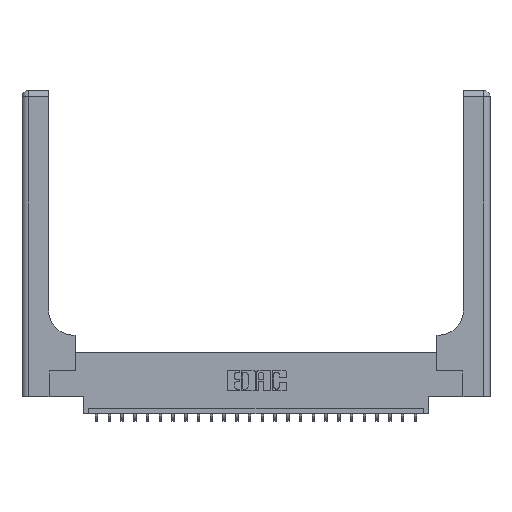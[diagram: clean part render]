
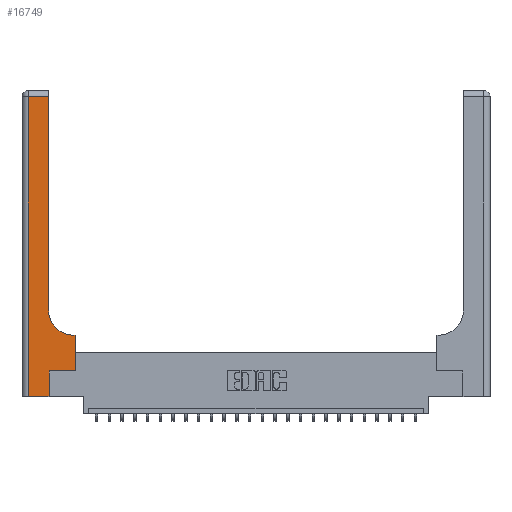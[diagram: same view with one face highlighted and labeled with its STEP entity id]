
A CAD part, top view. The second image highlights one B-rep face of the part: STEP entity #16749.
In plain terms, the highlighted planar face has unit normal (0, 0, 1).
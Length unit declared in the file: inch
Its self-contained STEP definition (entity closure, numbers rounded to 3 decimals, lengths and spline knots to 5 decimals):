
#175 = VERTEX_POINT ( 'NONE', #5764 ) ;
#504 = LINE ( 'NONE', #11046, #13449 ) ;
#886 = ORIENTED_EDGE ( 'NONE', *, *, #2965, .T. ) ;
#888 = VECTOR ( 'NONE', #23460, 39.37008 ) ;
#1361 = DIRECTION ( 'NONE',  ( 0., 0., -1. ) ) ;
#1434 = CARTESIAN_POINT ( 'NONE',  ( 0.528, 0.25, 0.37 ) ) ;
#1453 = LINE ( 'NONE', #12597, #888 ) ;
#1679 = VERTEX_POINT ( 'NONE', #8262 ) ;
#1773 = CARTESIAN_POINT ( 'NONE',  ( 0.06, 3., 0.37 ) ) ;
#1853 = DIRECTION ( 'NONE',  ( -1., 0., 0. ) ) ;
#2309 = ORIENTED_EDGE ( 'NONE', *, *, #4314, .T. ) ;
#2935 = EDGE_CURVE ( 'NONE', #12975, #4333, #14010, .T. ) ;
#2945 = CARTESIAN_POINT ( 'NONE',  ( 0., 0., 0.37 ) ) ;
#2965 = EDGE_CURVE ( 'NONE', #21910, #12975, #504, .T. ) ;
#2979 = ORIENTED_EDGE ( 'NONE', *, *, #12620, .T. ) ;
#3108 = ORIENTED_EDGE ( 'NONE', *, *, #10991, .T. ) ;
#3152 = CARTESIAN_POINT ( 'NONE',  ( 0., 3., 0.37 ) ) ;
#3422 = CARTESIAN_POINT ( 'NONE',  ( 0.265, 0.25, 0.37 ) ) ;
#4314 = EDGE_CURVE ( 'NONE', #175, #10933, #4745, .T. ) ;
#4333 = VERTEX_POINT ( 'NONE', #17769 ) ;
#4745 = LINE ( 'NONE', #4952, #19330 ) ;
#4789 = VERTEX_POINT ( 'NONE', #15696 ) ;
#4952 = CARTESIAN_POINT ( 'NONE',  ( 0.26, 0.6, 0.37 ) ) ;
#5248 = DIRECTION ( 'NONE',  ( 1., 0., 0. ) ) ;
#5422 = DIRECTION ( 'NONE',  ( 0., 1., 0. ) ) ;
#5764 = CARTESIAN_POINT ( 'NONE',  ( 0.528, 0.6, 0.37 ) ) ;
#6012 = VERTEX_POINT ( 'NONE', #1434 ) ;
#6658 = VECTOR ( 'NONE', #10604, 39.37008 ) ;
#6720 = DIRECTION ( 'NONE',  ( -1., 0., 0. ) ) ;
#6743 = EDGE_CURVE ( 'NONE', #9272, #6012, #22359, .T. ) ;
#7154 = ORIENTED_EDGE ( 'NONE', *, *, #6743, .T. ) ;
#7347 = AXIS2_PLACEMENT_3D ( 'NONE', #3152, #23276, #12409 ) ;
#8262 = CARTESIAN_POINT ( 'NONE',  ( 0.265, 0., 0.37 ) ) ;
#8357 = CIRCLE ( 'NONE', #13818, 0.25 ) ;
#8683 = PLANE ( 'NONE',  #7347 ) ;
#8720 = CARTESIAN_POINT ( 'NONE',  ( 0.26, 3., 0.37 ) ) ;
#8785 = LINE ( 'NONE', #2945, #22209 ) ;
#9272 = VERTEX_POINT ( 'NONE', #11064 ) ;
#9277 = VECTOR ( 'NONE', #5422, 39.37008 ) ;
#9743 = VECTOR ( 'NONE', #16453, 39.37008 ) ;
#10604 = DIRECTION ( 'NONE',  ( 0., 1., 0. ) ) ;
#10933 = VERTEX_POINT ( 'NONE', #19480 ) ;
#10991 = EDGE_CURVE ( 'NONE', #4789, #21910, #12168, .T. ) ;
#11046 = CARTESIAN_POINT ( 'NONE',  ( 0., 2.94, 0.37 ) ) ;
#11064 = CARTESIAN_POINT ( 'NONE',  ( 0.265, 0.25, 0.37 ) ) ;
#11102 = EDGE_CURVE ( 'NONE', #6012, #175, #14132, .T. ) ;
#11900 = CARTESIAN_POINT ( 'NONE',  ( 0.06, 2.94, 0.37 ) ) ;
#12130 = ORIENTED_EDGE ( 'NONE', *, *, #11102, .T. ) ;
#12168 = LINE ( 'NONE', #8720, #6658 ) ;
#12388 = CARTESIAN_POINT ( 'NONE',  ( 0.51, 0.85, 0.37 ) ) ;
#12409 = DIRECTION ( 'NONE',  ( -1., 0., 0. ) ) ;
#12597 = CARTESIAN_POINT ( 'NONE',  ( 0.265, 0., 0.37 ) ) ;
#12620 = EDGE_CURVE ( 'NONE', #10933, #4789, #8357, .T. ) ;
#12975 = VERTEX_POINT ( 'NONE', #11900 ) ;
#13357 = ORIENTED_EDGE ( 'NONE', *, *, #23369, .T. ) ;
#13449 = VECTOR ( 'NONE', #1853, 39.37008 ) ;
#13656 = ORIENTED_EDGE ( 'NONE', *, *, #14884, .T. ) ;
#13818 = AXIS2_PLACEMENT_3D ( 'NONE', #12388, #1361, #14208 ) ;
#13949 = EDGE_LOOP ( 'NONE', ( #3108, #886, #17153, #13357, #13656, #7154, #12130, #2309, #2979 ) ) ;
#14010 = LINE ( 'NONE', #1773, #9743 ) ;
#14132 = LINE ( 'NONE', #16412, #9277 ) ;
#14208 = DIRECTION ( 'NONE',  ( 1., 0., 0. ) ) ;
#14884 = EDGE_CURVE ( 'NONE', #1679, #9272, #1453, .T. ) ;
#15696 = CARTESIAN_POINT ( 'NONE',  ( 0.26, 0.85, 0.37 ) ) ;
#16412 = CARTESIAN_POINT ( 'NONE',  ( 0.528, 0.25, 0.37 ) ) ;
#16453 = DIRECTION ( 'NONE',  ( 0., -1., 0. ) ) ;
#16749 = ADVANCED_FACE ( 'NONE', ( #23381 ), #8683, .F. ) ;
#17153 = ORIENTED_EDGE ( 'NONE', *, *, #2935, .T. ) ;
#17589 = DIRECTION ( 'NONE',  ( 1., 0., 0. ) ) ;
#17769 = CARTESIAN_POINT ( 'NONE',  ( 0.06, 0., 0.37 ) ) ;
#19330 = VECTOR ( 'NONE', #6720, 39.37008 ) ;
#19480 = CARTESIAN_POINT ( 'NONE',  ( 0.51, 0.6, 0.37 ) ) ;
#20656 = CARTESIAN_POINT ( 'NONE',  ( 0.26, 2.94, 0.37 ) ) ;
#21780 = VECTOR ( 'NONE', #5248, 39.37008 ) ;
#21910 = VERTEX_POINT ( 'NONE', #20656 ) ;
#22209 = VECTOR ( 'NONE', #17589, 39.37008 ) ;
#22359 = LINE ( 'NONE', #3422, #21780 ) ;
#23276 = DIRECTION ( 'NONE',  ( 0., 0., -1. ) ) ;
#23369 = EDGE_CURVE ( 'NONE', #4333, #1679, #8785, .T. ) ;
#23381 = FACE_OUTER_BOUND ( 'NONE', #13949, .T. ) ;
#23460 = DIRECTION ( 'NONE',  ( 0., 1., 0. ) ) ;
